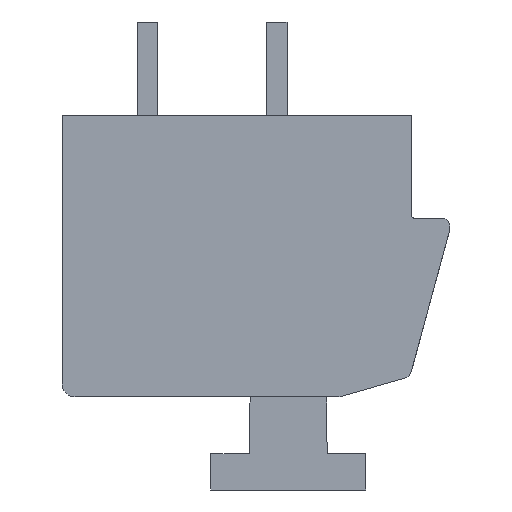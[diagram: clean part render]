
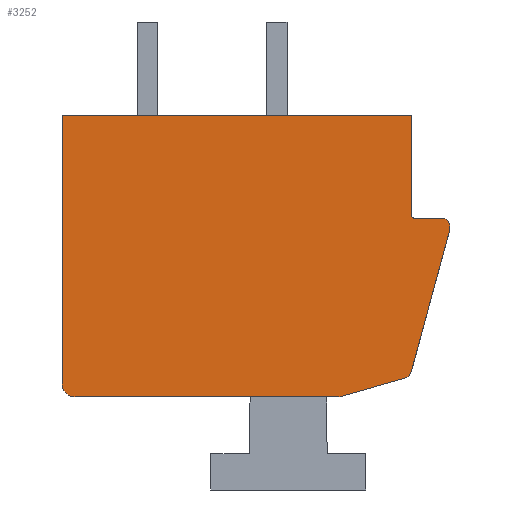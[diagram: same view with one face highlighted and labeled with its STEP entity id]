
A CAD part, front view. The second image highlights one B-rep face of the part: STEP entity #3252.
In plain terms, the highlighted planar face has unit normal (0, -1, 0).
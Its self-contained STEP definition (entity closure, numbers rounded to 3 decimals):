
#1=CARTESIAN_POINT('',(7.2,-33.75,1.15));
#2=DIRECTION('',(0.,-1.,0.));
#3=DIRECTION('',(1.,0.,0.));
#4=AXIS2_PLACEMENT_3D('',#1,#2,#3);
#6=DIRECTION('',(0.,0.,-1.));
#7=VECTOR('',#6,0.119);
#8=CARTESIAN_POINT('',(7.5,-33.75,1.15));
#9=LINE('',#8,#7);
#10=DIRECTION('',(0.262,0.,0.965));
#11=VECTOR('',#10,5.739);
#12=CARTESIAN_POINT('',(5.994,-33.75,-4.507));
#13=LINE('',#12,#11);
#14=CARTESIAN_POINT('',(5.705,-33.75,-4.428));
#15=DIRECTION('',(0.,-1.,0.));
#16=DIRECTION('',(0.274,0.,-0.962));
#17=AXIS2_PLACEMENT_3D('',#14,#15,#16);
#19=DIRECTION('',(0.962,0.,0.274));
#20=VECTOR('',#19,2.679);
#21=CARTESIAN_POINT('',(3.21,-33.75,-5.45));
#22=LINE('',#21,#20);
#23=DIRECTION('',(-1.,0.,0.));
#24=VECTOR('',#23,10.21);
#25=CARTESIAN_POINT('',(3.21,-33.75,-5.45));
#26=LINE('',#25,#24);
#27=CARTESIAN_POINT('',(-7.,-33.75,-4.95));
#28=DIRECTION('',(0.,-1.,0.));
#29=DIRECTION('',(-1.,0.,0.));
#30=AXIS2_PLACEMENT_3D('',#27,#28,#29);
#32=DIRECTION('',(0.,0.,1.));
#33=VECTOR('',#32,10.4);
#34=CARTESIAN_POINT('',(-7.5,-33.75,-4.95));
#35=LINE('',#34,#33);
#36=DIRECTION('',(1.,0.,0.));
#37=VECTOR('',#36,13.5);
#38=CARTESIAN_POINT('',(-7.5,-33.75,5.45));
#39=LINE('',#38,#37);
#40=DIRECTION('',(0.,0.,-1.));
#41=VECTOR('',#40,3.85);
#42=CARTESIAN_POINT('',(6.,-33.75,5.45));
#43=LINE('',#42,#41);
#44=DIRECTION('',(1.,0.,0.));
#45=VECTOR('',#44,1.05);
#46=CARTESIAN_POINT('',(6.15,-33.75,1.45));
#47=LINE('',#46,#45);
#60=CARTESIAN_POINT('',(6.15,-33.75,1.6));
#61=DIRECTION('',(0.,1.,0.));
#62=DIRECTION('',(0.,0.,-1.));
#63=AXIS2_PLACEMENT_3D('',#60,#61,#62);
#2583=CARTESIAN_POINT('',(-7.5,-33.75,5.45));
#2584=CARTESIAN_POINT('',(6.,-33.75,5.45));
#2585=VERTEX_POINT('',#2583);
#2586=VERTEX_POINT('',#2584);
#2587=CARTESIAN_POINT('',(6.,-33.75,1.6));
#2588=VERTEX_POINT('',#2587);
#2589=CARTESIAN_POINT('',(6.15,-33.75,1.45));
#2590=VERTEX_POINT('',#2589);
#2591=CARTESIAN_POINT('',(7.5,-33.75,1.15));
#2592=CARTESIAN_POINT('',(7.2,-33.75,1.45));
#2593=VERTEX_POINT('',#2591);
#2594=VERTEX_POINT('',#2592);
#2595=CARTESIAN_POINT('',(5.787,-33.75,-4.716));
#2596=CARTESIAN_POINT('',(5.994,-33.75,-4.507));
#2597=VERTEX_POINT('',#2595);
#2598=VERTEX_POINT('',#2596);
#2599=CARTESIAN_POINT('',(-7.5,-33.75,-4.95));
#2600=CARTESIAN_POINT('',(-7.,-33.75,-5.45));
#2601=VERTEX_POINT('',#2599);
#2602=VERTEX_POINT('',#2600);
#2603=CARTESIAN_POINT('',(3.21,-33.75,-5.45));
#2604=VERTEX_POINT('',#2603);
#2605=CARTESIAN_POINT('',(7.5,-33.75,1.031));
#2606=VERTEX_POINT('',#2605);
#3221=CARTESIAN_POINT('',(0.,-33.75,0.));
#3222=DIRECTION('',(0.,1.,0.));
#3223=DIRECTION('',(1.,0.,0.));
#3224=AXIS2_PLACEMENT_3D('',#3221,#3222,#3223);
#3225=PLANE('',#3224);
#3227=ORIENTED_EDGE('',*,*,#3226,.F.);
#3229=ORIENTED_EDGE('',*,*,#3228,.T.);
#3231=ORIENTED_EDGE('',*,*,#3230,.F.);
#3233=ORIENTED_EDGE('',*,*,#3232,.F.);
#3235=ORIENTED_EDGE('',*,*,#3234,.F.);
#3237=ORIENTED_EDGE('',*,*,#3236,.T.);
#3239=ORIENTED_EDGE('',*,*,#3238,.F.);
#3241=ORIENTED_EDGE('',*,*,#3240,.T.);
#3243=ORIENTED_EDGE('',*,*,#3242,.T.);
#3245=ORIENTED_EDGE('',*,*,#3244,.T.);
#3247=ORIENTED_EDGE('',*,*,#3246,.F.);
#3249=ORIENTED_EDGE('',*,*,#3248,.T.);
#3250=EDGE_LOOP('',(#3227,#3229,#3231,#3233,#3235,#3237,#3239,#3241,#3243,#3245,
#3247,#3249));
#3251=FACE_OUTER_BOUND('',#3250,.F.);
#3252=ADVANCED_FACE('',(#3251),#3225,.F.);
#5=CIRCLE('',#4,0.3);
#18=CIRCLE('',#17,0.3);
#31=CIRCLE('',#30,0.5);
#64=CIRCLE('',#63,0.15);
#3226=EDGE_CURVE('',#2593,#2594,#5,.T.);
#3228=EDGE_CURVE('',#2593,#2606,#9,.T.);
#3230=EDGE_CURVE('',#2598,#2606,#13,.T.);
#3232=EDGE_CURVE('',#2597,#2598,#18,.T.);
#3234=EDGE_CURVE('',#2604,#2597,#22,.T.);
#3236=EDGE_CURVE('',#2604,#2602,#26,.T.);
#3238=EDGE_CURVE('',#2601,#2602,#31,.T.);
#3240=EDGE_CURVE('',#2601,#2585,#35,.T.);
#3242=EDGE_CURVE('',#2585,#2586,#39,.T.);
#3244=EDGE_CURVE('',#2586,#2588,#43,.T.);
#3246=EDGE_CURVE('',#2590,#2588,#64,.T.);
#3248=EDGE_CURVE('',#2590,#2594,#47,.T.);
